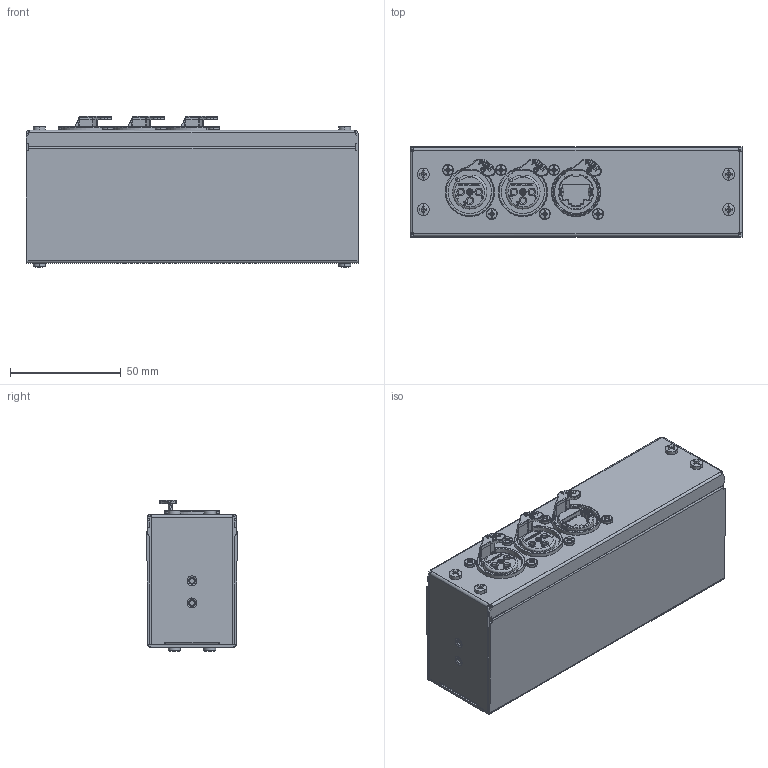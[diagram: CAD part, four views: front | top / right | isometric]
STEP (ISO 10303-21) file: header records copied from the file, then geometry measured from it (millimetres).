
FILE_DESCRIPTION((''),'2;1');
FILE_NAME('30009807','2022-07-19T14:39:11',('SYSTEM'),(''),'CREO PARAMETRIC BY PTC INC, 2021184','CREO PARAMETRIC BY PTC INC, 2021184','');
FILE_SCHEMA(('CONFIG_CONTROL_DESIGN'));
Products named in the file (1): 30009807
Bounding box: 150 x 40.89 x 68.24 mm (x, y, z)
Volume: 380372.4 mm3; surface area: 88366.7 mm2
Topology: 4 solids, 47 shells, 4851 faces, 12994 edges, 8246 vertices
Faces by surface type: plane 2408, cylinder 1236, bspline 526, torus 239, cone 182, extrusion 154, sphere 106
Entity records: 174413 total; most frequent: CARTESIAN_POINT 57309, ORIENTED_EDGE 25826, DIRECTION 22284, EDGE_CURVE 12981, VERTEX_POINT 8246, VECTOR 7660, LINE 7506, AXIS2_PLACEMENT_3D 7312
